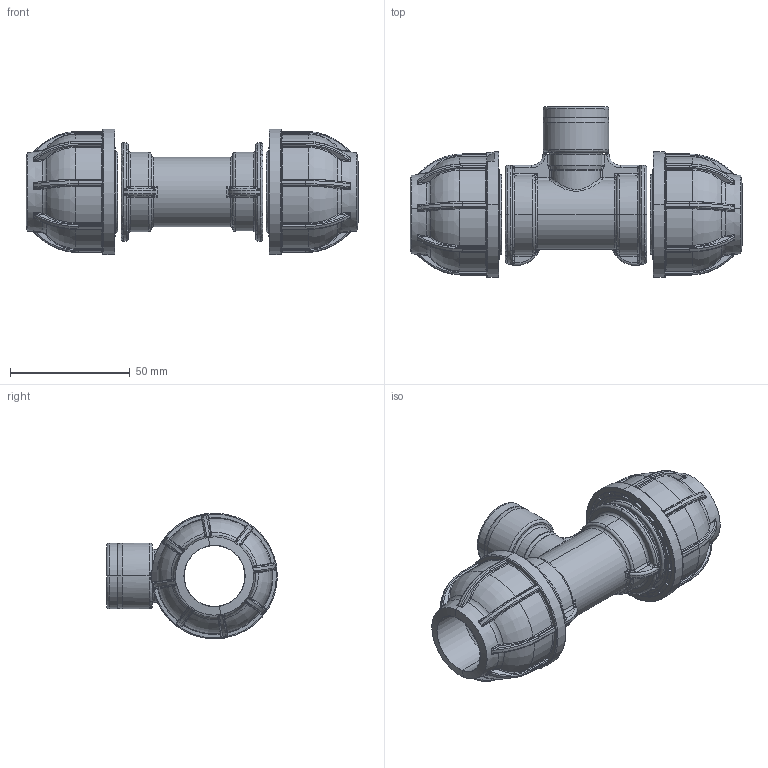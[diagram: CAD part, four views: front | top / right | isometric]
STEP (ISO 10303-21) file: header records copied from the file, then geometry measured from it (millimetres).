
FILE_DESCRIPTION (( 'STEP AP203' ), '1' );
FILE_NAME ('R215.025.012.step', '2013-11-19T09:23:30', ( 'Alusic' ), ( 'Alusic' ), 'SwSTEP 2.0', 'SolidWorks 2011', '' );
FILE_SCHEMA (( 'CONFIG_CONTROL_DESIGN' ));
Length unit declared in the file: millimetre
Products named in the file (1): R215.025.012
Bounding box: 138.4 x 71.2 x 52.4 mm (x, y, z)
Surface area: 41236.7 mm2 (no closed solid volume)
Topology: 0 solids, 13 shells, 1267 faces, 3727 edges, 2279 vertices
Faces by surface type: cylinder 372, torus 297, bspline 288, plane 222, sphere 62, cone 26
Entity records: 57444 total; most frequent: CARTESIAN_POINT 27284, ORIENTED_EDGE 6136, DIRECTION 6131, EDGE_CURVE 3695, AXIS2_PLACEMENT_3D 2678, VERTEX_POINT 2271, CIRCLE 1698, EDGE_LOOP 1277
